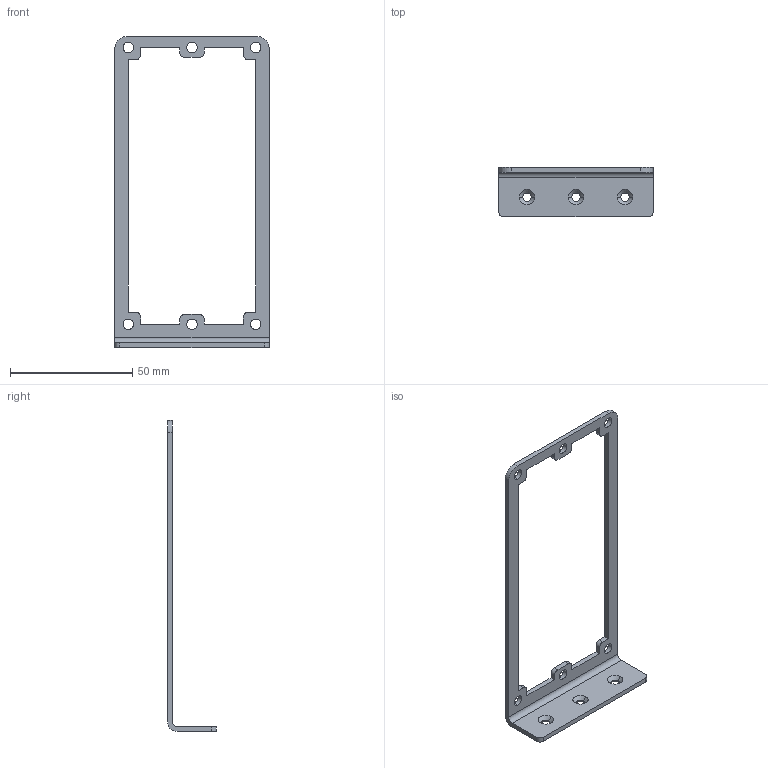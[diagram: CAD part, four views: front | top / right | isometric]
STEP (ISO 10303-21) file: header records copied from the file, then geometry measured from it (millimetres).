
FILE_DESCRIPTION (( 'STEP AP214' ), '1' );
FILE_NAME ('v12 PSU Bracket.STEP', '2021-07-18T17:03:17', ( '' ), ( '' ), 'SwSTEP 2.0', 'SolidWorks 2021', '' );
FILE_SCHEMA (( 'AUTOMOTIVE_DESIGN' ));
Length unit declared in the file: centimetre
Products named in the file (1): v12 PSU Bracket
Bounding box: 63 x 20 x 127 mm (x, y, z)
Volume: 6404.7 mm3; surface area: 8148.4 mm2
Topology: 1 solids, 1 shells, 66 faces, 186 edges, 122 vertices
Faces by surface type: cylinder 32, plane 28, cone 6
Entity records: 2226 total; most frequent: DIRECTION 390, CARTESIAN_POINT 375, ORIENTED_EDGE 372, EDGE_CURVE 186, AXIS2_PLACEMENT_3D 137, VERTEX_POINT 122, LINE 116, VECTOR 116
